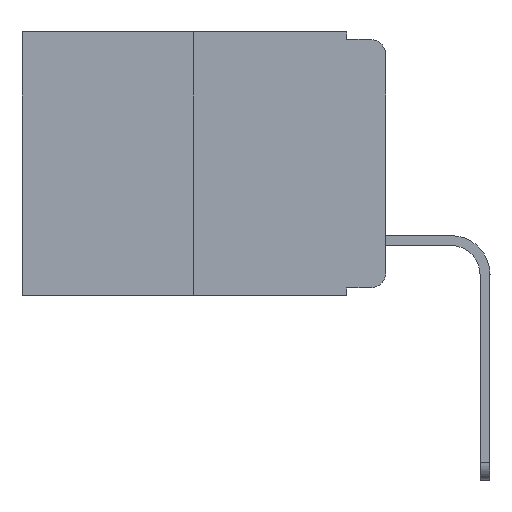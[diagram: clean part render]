
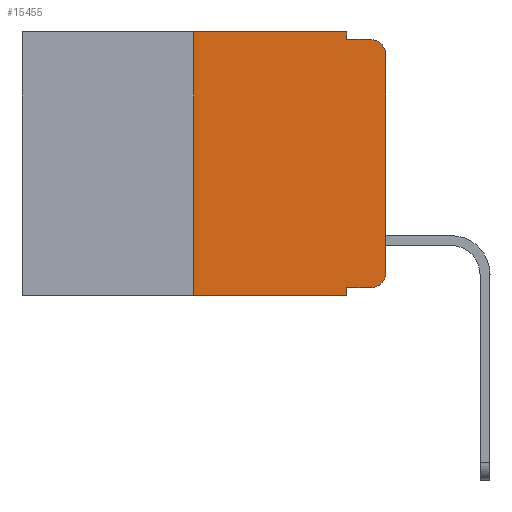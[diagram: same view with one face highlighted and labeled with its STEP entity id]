
A CAD part, left-side view. The second image highlights one B-rep face of the part: STEP entity #15455.
In plain terms, the highlighted planar face has unit normal (-1, 0, 0).
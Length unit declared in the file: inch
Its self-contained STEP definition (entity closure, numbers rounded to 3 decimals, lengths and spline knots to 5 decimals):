
#329 = ORIENTED_EDGE ( 'NONE', *, *, #14017, .T. ) ;
#445 = VERTEX_POINT ( 'NONE', #19460 ) ;
#585 = AXIS2_PLACEMENT_3D ( 'NONE', #10108, #11650, #9034 ) ;
#772 = ORIENTED_EDGE ( 'NONE', *, *, #16113, .T. ) ;
#773 = ORIENTED_EDGE ( 'NONE', *, *, #7414, .F. ) ;
#832 = VECTOR ( 'NONE', #8730, 39.37008 ) ;
#981 = VERTEX_POINT ( 'NONE', #7511 ) ;
#1165 = LINE ( 'NONE', #12083, #17064 ) ;
#1434 = ORIENTED_EDGE ( 'NONE', *, *, #16298, .F. ) ;
#1486 = VECTOR ( 'NONE', #3896, 39.37008 ) ;
#1655 = CARTESIAN_POINT ( 'NONE',  ( 0., 0.473, -0.343 ) ) ;
#1986 = EDGE_CURVE ( 'NONE', #445, #13365, #12078, .T. ) ;
#2307 = CARTESIAN_POINT ( 'NONE',  ( 0., 0.051, 0. ) ) ;
#2336 = DIRECTION ( 'NONE',  ( 0., 0., 1. ) ) ;
#3389 = EDGE_LOOP ( 'NONE', ( #18747, #14984, #9966, #15566, #1434, #14157, #11793, #773, #329, #772 ) ) ;
#3896 = DIRECTION ( 'NONE',  ( 0., 0., -1. ) ) ;
#4107 = LINE ( 'NONE', #14259, #14729 ) ;
#4519 = VECTOR ( 'NONE', #16139, 39.37008 ) ;
#4825 = DIRECTION ( 'NONE',  ( 0., -1., 0. ) ) ;
#5065 = LINE ( 'NONE', #9986, #14230 ) ;
#5146 = LINE ( 'NONE', #1655, #19621 ) ;
#5435 = CARTESIAN_POINT ( 'NONE',  ( 0., 0., 0. ) ) ;
#5475 = PLANE ( 'NONE',  #585 ) ;
#5597 = LINE ( 'NONE', #8593, #1486 ) ;
#5842 = VECTOR ( 'NONE', #14634, 39.37008 ) ;
#6449 = VERTEX_POINT ( 'NONE', #15299 ) ;
#7037 = FACE_OUTER_BOUND ( 'NONE', #3389, .T. ) ;
#7179 = CARTESIAN_POINT ( 'NONE',  ( 0., 0.25, 0. ) ) ;
#7270 = CARTESIAN_POINT ( 'NONE',  ( 0., 0.02, -0.03 ) ) ;
#7384 = CARTESIAN_POINT ( 'NONE',  ( 0., 0.051, -0.343 ) ) ;
#7414 = EDGE_CURVE ( 'NONE', #18915, #7469, #5597, .T. ) ;
#7469 = VERTEX_POINT ( 'NONE', #7384 ) ;
#7511 = CARTESIAN_POINT ( 'NONE',  ( 0., 0.051, 0. ) ) ;
#7642 = DIRECTION ( 'NONE',  ( -1., 0., 0. ) ) ;
#7645 = DIRECTION ( 'NONE',  ( 0., 0., -1. ) ) ;
#7887 = CARTESIAN_POINT ( 'NONE',  ( 0., 0.02, -0.333 ) ) ;
#8190 = CIRCLE ( 'NONE', #16072, 0.02 ) ;
#8593 = CARTESIAN_POINT ( 'NONE',  ( 0., 0.051, 0. ) ) ;
#8662 = VERTEX_POINT ( 'NONE', #16622 ) ;
#8730 = DIRECTION ( 'NONE',  ( 0., -1., 0. ) ) ;
#8859 = VERTEX_POINT ( 'NONE', #7887 ) ;
#8913 = CARTESIAN_POINT ( 'NONE',  ( 0., 0., -0.313 ) ) ;
#9000 = AXIS2_PLACEMENT_3D ( 'NONE', #7270, #18060, #7645 ) ;
#9034 = DIRECTION ( 'NONE',  ( 0., 0., -1. ) ) ;
#9188 = DIRECTION ( 'NONE',  ( 0., -1., 0. ) ) ;
#9966 = ORIENTED_EDGE ( 'NONE', *, *, #12270, .F. ) ;
#9986 = CARTESIAN_POINT ( 'NONE',  ( 0., 0.25, 0. ) ) ;
#10108 = CARTESIAN_POINT ( 'NONE',  ( 0., 0.473, 0. ) ) ;
#10967 = VERTEX_POINT ( 'NONE', #8913 ) ;
#11070 = DIRECTION ( 'NONE',  ( 0., -1., 0. ) ) ;
#11650 = DIRECTION ( 'NONE',  ( 1., 0., 0. ) ) ;
#11793 = ORIENTED_EDGE ( 'NONE', *, *, #18879, .T. ) ;
#11952 = EDGE_CURVE ( 'NONE', #10967, #445, #17295, .T. ) ;
#12078 = CIRCLE ( 'NONE', #9000, 0.02 ) ;
#12083 = CARTESIAN_POINT ( 'NONE',  ( 0., 0.051, -0.01 ) ) ;
#12123 = VERTEX_POINT ( 'NONE', #7179 ) ;
#12270 = EDGE_CURVE ( 'NONE', #6449, #13365, #1165, .T. ) ;
#12366 = DIRECTION ( 'NONE',  ( 0., 0., -1. ) ) ;
#13365 = VERTEX_POINT ( 'NONE', #16511 ) ;
#14017 = EDGE_CURVE ( 'NONE', #18915, #8859, #18664, .T. ) ;
#14157 = ORIENTED_EDGE ( 'NONE', *, *, #16380, .F. ) ;
#14230 = VECTOR ( 'NONE', #2336, 39.37008 ) ;
#14259 = CARTESIAN_POINT ( 'NONE',  ( 0., 0.473, 0. ) ) ;
#14634 = DIRECTION ( 'NONE',  ( 0., 0., -1. ) ) ;
#14729 = VECTOR ( 'NONE', #11070, 39.37008 ) ;
#14984 = ORIENTED_EDGE ( 'NONE', *, *, #1986, .T. ) ;
#15010 = CARTESIAN_POINT ( 'NONE',  ( 0., 0.051, -0.333 ) ) ;
#15299 = CARTESIAN_POINT ( 'NONE',  ( 0., 0.051, -0.01 ) ) ;
#15455 = ADVANCED_FACE ( 'NONE', ( #7037 ), #5475, .F. ) ;
#15566 = ORIENTED_EDGE ( 'NONE', *, *, #19767, .F. ) ;
#16072 = AXIS2_PLACEMENT_3D ( 'NONE', #18633, #7642, #12366 ) ;
#16113 = EDGE_CURVE ( 'NONE', #8859, #10967, #8190, .T. ) ;
#16139 = DIRECTION ( 'NONE',  ( 0., 0., 1. ) ) ;
#16298 = EDGE_CURVE ( 'NONE', #12123, #981, #4107, .T. ) ;
#16380 = EDGE_CURVE ( 'NONE', #8662, #12123, #5065, .T. ) ;
#16511 = CARTESIAN_POINT ( 'NONE',  ( 0., 0.02, -0.01 ) ) ;
#16622 = CARTESIAN_POINT ( 'NONE',  ( 0., 0.25, -0.343 ) ) ;
#17064 = VECTOR ( 'NONE', #9188, 39.37008 ) ;
#17295 = LINE ( 'NONE', #5435, #4519 ) ;
#18060 = DIRECTION ( 'NONE',  ( -1., 0., 0. ) ) ;
#18384 = LINE ( 'NONE', #2307, #5842 ) ;
#18633 = CARTESIAN_POINT ( 'NONE',  ( 0., 0.02, -0.313 ) ) ;
#18664 = LINE ( 'NONE', #15010, #832 ) ;
#18747 = ORIENTED_EDGE ( 'NONE', *, *, #11952, .T. ) ;
#18879 = EDGE_CURVE ( 'NONE', #8662, #7469, #5146, .T. ) ;
#18915 = VERTEX_POINT ( 'NONE', #18949 ) ;
#18949 = CARTESIAN_POINT ( 'NONE',  ( 0., 0.051, -0.333 ) ) ;
#19460 = CARTESIAN_POINT ( 'NONE',  ( 0., 0., -0.03 ) ) ;
#19621 = VECTOR ( 'NONE', #4825, 39.37008 ) ;
#19767 = EDGE_CURVE ( 'NONE', #981, #6449, #18384, .T. ) ;
